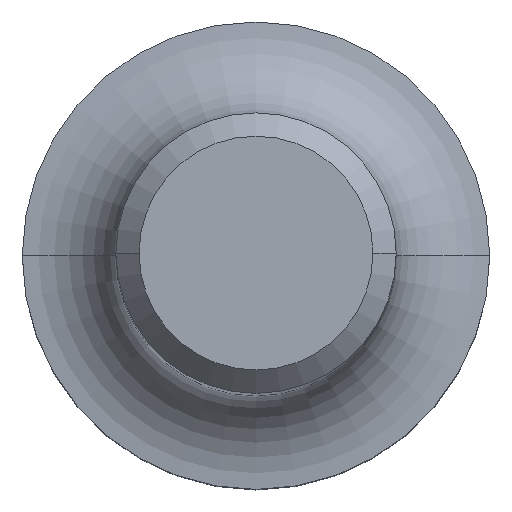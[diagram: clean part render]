
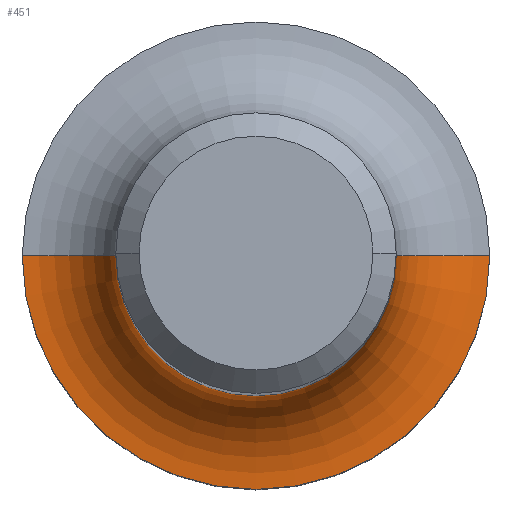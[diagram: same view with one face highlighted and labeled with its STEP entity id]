
A CAD part, top view. The second image highlights one B-rep face of the part: STEP entity #451.
In plain terms, the highlighted toroidal (fillet/blend) face has major radius 7.938 mm and minor radius 3.175 mm.
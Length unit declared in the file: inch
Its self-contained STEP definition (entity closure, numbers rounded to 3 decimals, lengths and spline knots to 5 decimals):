
#12 = AXIS2_PLACEMENT_3D ( 'NONE', #452, #441, #250 ) ;
#39 = EDGE_CURVE ( 'NONE', #47, #362, #43, .T. ) ;
#40 = DIRECTION ( 'NONE',  ( -1., 0., 0. ) ) ;
#43 = CIRCLE ( 'NONE', #393, 0.125 ) ;
#47 = VERTEX_POINT ( 'NONE', #186 ) ;
#64 = DIRECTION ( 'NONE',  ( 0., 0., 1. ) ) ;
#112 = EDGE_CURVE ( 'NONE', #398, #362, #343, .T. ) ;
#133 = AXIS2_PLACEMENT_3D ( 'NONE', #150, #64, #381 ) ;
#150 = CARTESIAN_POINT ( 'NONE',  ( 0., 0., -2.005 ) ) ;
#155 = EDGE_LOOP ( 'NONE', ( #369, #176, #513, #243 ) ) ;
#160 = DIRECTION ( 'NONE',  ( 0., 1., 0. ) ) ;
#163 = CARTESIAN_POINT ( 'NONE',  ( -0.3125, 0., -2.005 ) ) ;
#167 = VERTEX_POINT ( 'NONE', #388 ) ;
#176 = ORIENTED_EDGE ( 'NONE', *, *, #210, .T. ) ;
#186 = CARTESIAN_POINT ( 'NONE',  ( 0.1875, 0., -1.88 ) ) ;
#195 = CARTESIAN_POINT ( 'NONE',  ( 0., 0., -1.88 ) ) ;
#210 = EDGE_CURVE ( 'NONE', #167, #398, #321, .T. ) ;
#243 = ORIENTED_EDGE ( 'NONE', *, *, #39, .F. ) ;
#246 = DIRECTION ( 'NONE',  ( 1., 0., 0. ) ) ;
#250 = DIRECTION ( 'NONE',  ( 1., 0., 0. ) ) ;
#255 = AXIS2_PLACEMENT_3D ( 'NONE', #348, #160, #40 ) ;
#261 = EDGE_CURVE ( 'NONE', #167, #47, #306, .T. ) ;
#295 = FACE_OUTER_BOUND ( 'NONE', #155, .T. ) ;
#306 = CIRCLE ( 'NONE', #479, 0.1875 ) ;
#308 = DIRECTION ( 'NONE',  ( 0., -1., 0. ) ) ;
#321 = CIRCLE ( 'NONE', #255, 0.125 ) ;
#343 = CIRCLE ( 'NONE', #133, 0.3125 ) ;
#348 = CARTESIAN_POINT ( 'NONE',  ( -0.3125, 0., -1.88 ) ) ;
#362 = VERTEX_POINT ( 'NONE', #481 ) ;
#369 = ORIENTED_EDGE ( 'NONE', *, *, #261, .F. ) ;
#381 = DIRECTION ( 'NONE',  ( 1., 0., 0. ) ) ;
#388 = CARTESIAN_POINT ( 'NONE',  ( -0.1875, 0., -1.88 ) ) ;
#393 = AXIS2_PLACEMENT_3D ( 'NONE', #463, #308, #461 ) ;
#397 = DIRECTION ( 'NONE',  ( 0., 0., 1. ) ) ;
#398 = VERTEX_POINT ( 'NONE', #163 ) ;
#441 = DIRECTION ( 'NONE',  ( 0., 0., 1. ) ) ;
#451 = ADVANCED_FACE ( 'NONE', ( #295 ), #505, .F. ) ;
#452 = CARTESIAN_POINT ( 'NONE',  ( 0., 0., -1.88 ) ) ;
#461 = DIRECTION ( 'NONE',  ( 1., 0., 0. ) ) ;
#463 = CARTESIAN_POINT ( 'NONE',  ( 0.3125, 0., -1.88 ) ) ;
#479 = AXIS2_PLACEMENT_3D ( 'NONE', #195, #397, #246 ) ;
#481 = CARTESIAN_POINT ( 'NONE',  ( 0.3125, 0., -2.005 ) ) ;
#505 = TOROIDAL_SURFACE ( 'NONE', #12, 0.3125, 0.125 ) ;
#513 = ORIENTED_EDGE ( 'NONE', *, *, #112, .T. ) ;
